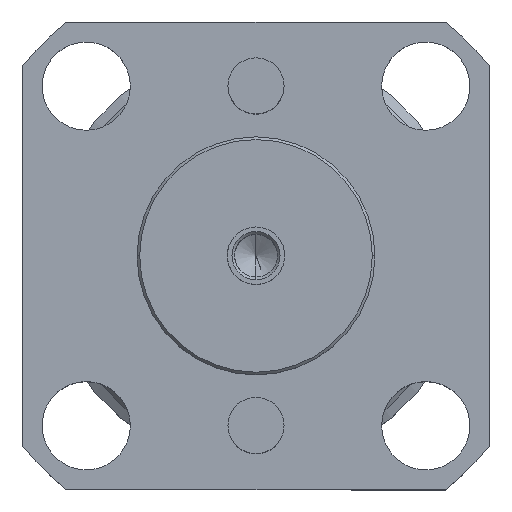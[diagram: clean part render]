
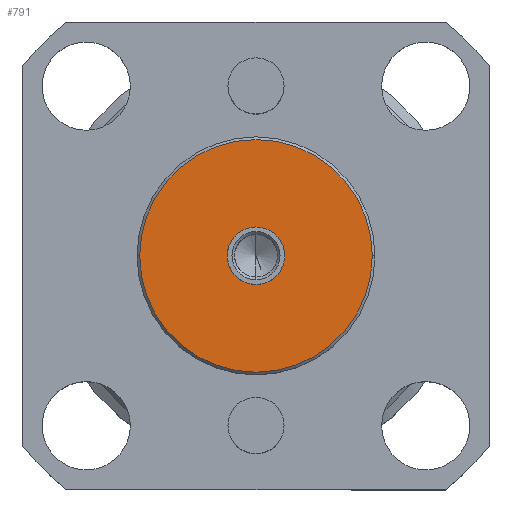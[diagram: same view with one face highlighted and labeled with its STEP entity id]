
A CAD part, top view. The second image highlights one B-rep face of the part: STEP entity #791.
In plain terms, the highlighted planar face has unit normal (0, 0, 1).
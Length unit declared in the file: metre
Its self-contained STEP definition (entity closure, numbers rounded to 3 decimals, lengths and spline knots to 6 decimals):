
#95 = AXIS2_PLACEMENT_3D ( 'NONE', #901, #2848, #1186 ) ;
#199 = DIRECTION ( 'NONE',  ( 0., 0., 1. ) ) ;
#222 = CIRCLE ( 'NONE', #1607, 0.00435 ) ;
#228 = EDGE_LOOP ( 'NONE', ( #2797, #1638 ) ) ;
#259 = FACE_OUTER_BOUND ( 'NONE', #228, .T. ) ;
#292 = CARTESIAN_POINT ( 'NONE',  ( 0., 0., 0.0015 ) ) ;
#305 = VERTEX_POINT ( 'NONE', #1662 ) ;
#351 = FACE_BOUND ( 'NONE', #3185, .T. ) ;
#446 = CARTESIAN_POINT ( 'NONE',  ( 0.00435, 0., 0.0015 ) ) ;
#456 = EDGE_CURVE ( 'NONE', #305, #3119, #1420, .T. ) ;
#559 = EDGE_CURVE ( 'NONE', #3119, #305, #1032, .T. ) ;
#567 = DIRECTION ( 'NONE',  ( 0., 0., 1. ) ) ;
#568 = DIRECTION ( 'NONE',  ( 1., 0., 0. ) ) ;
#769 = VERTEX_POINT ( 'NONE', #446 ) ;
#791 = ADVANCED_FACE ( 'NONE', ( #351, #259 ), #1554, .T. ) ;
#901 = CARTESIAN_POINT ( 'NONE',  ( 0., 0., 0.0015 ) ) ;
#904 = AXIS2_PLACEMENT_3D ( 'NONE', #292, #2219, #568 ) ;
#976 = AXIS2_PLACEMENT_3D ( 'NONE', #2218, #567, #2489 ) ;
#997 = CARTESIAN_POINT ( 'NONE',  ( 0., 0.00445, 0.0015 ) ) ;
#1032 = CIRCLE ( 'NONE', #95, 0.001075 ) ;
#1178 = CIRCLE ( 'NONE', #976, 0.00435 ) ;
#1186 = DIRECTION ( 'NONE',  ( 1., 0., 0. ) ) ;
#1420 = CIRCLE ( 'NONE', #904, 0.001075 ) ;
#1554 = PLANE ( 'NONE',  #3459 ) ;
#1607 = AXIS2_PLACEMENT_3D ( 'NONE', #1858, #199, #2130 ) ;
#1638 = ORIENTED_EDGE ( 'NONE', *, *, #3362, .T. ) ;
#1662 = CARTESIAN_POINT ( 'NONE',  ( 0., -0.001075, 0.0015 ) ) ;
#1798 = ORIENTED_EDGE ( 'NONE', *, *, #559, .T. ) ;
#1805 = ORIENTED_EDGE ( 'NONE', *, *, #456, .T. ) ;
#1831 = DIRECTION ( 'NONE',  ( 1., 0., 0. ) ) ;
#1858 = CARTESIAN_POINT ( 'NONE',  ( 0., 0., 0.0015 ) ) ;
#2130 = DIRECTION ( 'NONE',  ( 1., 0., 0. ) ) ;
#2218 = CARTESIAN_POINT ( 'NONE',  ( 0., 0., 0.0015 ) ) ;
#2219 = DIRECTION ( 'NONE',  ( 0., 0., -1. ) ) ;
#2489 = DIRECTION ( 'NONE',  ( 1., 0., 0. ) ) ;
#2797 = ORIENTED_EDGE ( 'NONE', *, *, #3557, .T. ) ;
#2848 = DIRECTION ( 'NONE',  ( 0., 0., -1. ) ) ;
#3045 = VERTEX_POINT ( 'NONE', #3115 ) ;
#3102 = CARTESIAN_POINT ( 'NONE',  ( 0., 0.001075, 0.0015 ) ) ;
#3115 = CARTESIAN_POINT ( 'NONE',  ( -0.00435, 0., 0.0015 ) ) ;
#3119 = VERTEX_POINT ( 'NONE', #3102 ) ;
#3185 = EDGE_LOOP ( 'NONE', ( #1805, #1798 ) ) ;
#3362 = EDGE_CURVE ( 'NONE', #769, #3045, #222, .T. ) ;
#3459 = AXIS2_PLACEMENT_3D ( 'NONE', #997, #3518, #1831 ) ;
#3518 = DIRECTION ( 'NONE',  ( 0., 0., 1. ) ) ;
#3557 = EDGE_CURVE ( 'NONE', #3045, #769, #1178, .T. ) ;
